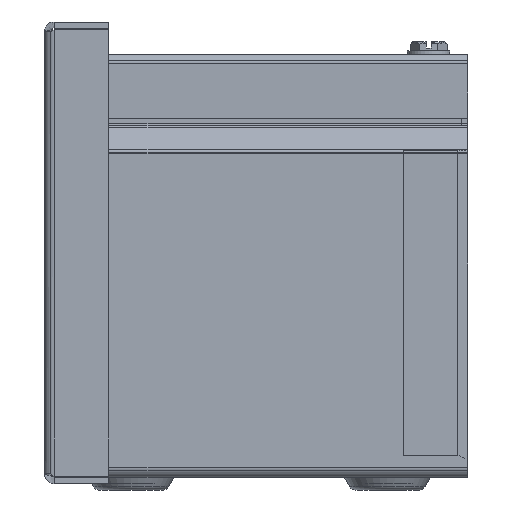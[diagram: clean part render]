
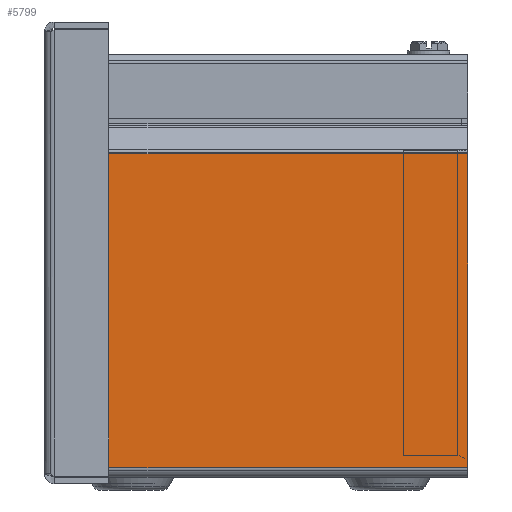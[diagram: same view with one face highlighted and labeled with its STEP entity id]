
A CAD part, left-side view. The second image highlights one B-rep face of the part: STEP entity #5799.
In plain terms, the highlighted planar face has unit normal (-1, 0, 0).
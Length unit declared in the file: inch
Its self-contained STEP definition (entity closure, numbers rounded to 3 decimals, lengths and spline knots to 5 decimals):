
#404=LINE('',#8473,#854);
#407=LINE('',#8479,#857);
#415=LINE('',#8502,#865);
#416=LINE('',#8506,#866);
#854=VECTOR('',#6953,4.0625);
#857=VECTOR('',#6958,3.06099);
#865=VECTOR('',#6990,4.0625);
#866=VECTOR('',#6997,3.06099);
#1283=PLANE('',#6219);
#1590=FACE_OUTER_BOUND('',#1971,.T.);
#1971=EDGE_LOOP('',(#4065,#4066,#4067,#4068));
#2549=VERTEX_POINT('',#8461);
#2550=VERTEX_POINT('',#8465);
#2552=VERTEX_POINT('',#8477);
#2555=VERTEX_POINT('',#8501);
#3107=EDGE_CURVE('',#2549,#2550,#404,.T.);
#3110=EDGE_CURVE('',#2552,#2550,#407,.T.);
#3122=EDGE_CURVE('',#2552,#2555,#415,.T.);
#3125=EDGE_CURVE('',#2549,#2555,#416,.T.);
#4065=ORIENTED_EDGE('',*,*,#3107,.T.);
#4066=ORIENTED_EDGE('',*,*,#3110,.F.);
#4067=ORIENTED_EDGE('',*,*,#3122,.T.);
#4068=ORIENTED_EDGE('',*,*,#3125,.F.);
#5799=ADVANCED_FACE('',(#1590),#1283,.F.);
#6219=AXIS2_PLACEMENT_3D('',#8514,#7009,#7010);
#6953=DIRECTION('',(0.,1.,0.));
#6958=DIRECTION('',(0.,0.,1.));
#6990=DIRECTION('',(0.,-1.,0.));
#6997=DIRECTION('',(0.,0.,-1.));
#7009=DIRECTION('center_axis',(1.,0.,0.));
#7010=DIRECTION('ref_axis',(0.,0.,-1.));
#8461=CARTESIAN_POINT('',(-12.0625,-2.03125,3.15424));
#8465=CARTESIAN_POINT('',(-12.0625,2.03125,3.15424));
#8473=CARTESIAN_POINT('',(-12.0625,1.01563,3.15424));
#8477=CARTESIAN_POINT('',(-12.0625,2.03125,0.09325));
#8479=CARTESIAN_POINT('',(-12.0625,2.03125,0.09325));
#8501=CARTESIAN_POINT('',(-12.0625,-2.03125,0.09325));
#8502=CARTESIAN_POINT('',(-12.0625,0.,0.09325));
#8506=CARTESIAN_POINT('',(-12.0625,-2.03125,-0.04446));
#8514=CARTESIAN_POINT('Origin',(-12.0625,0.,1.5997));
